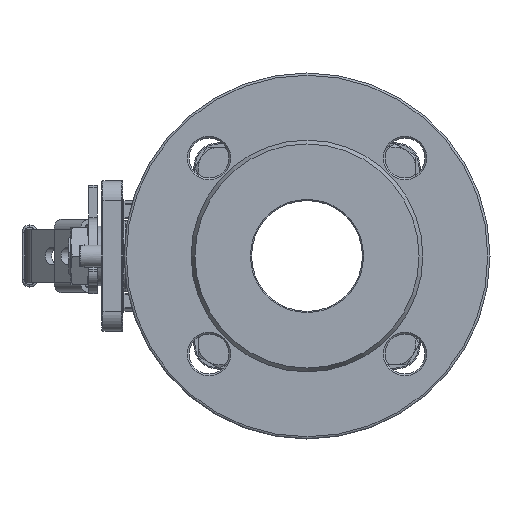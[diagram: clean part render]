
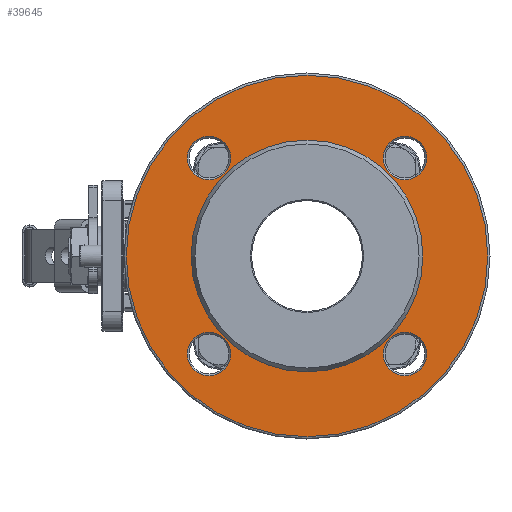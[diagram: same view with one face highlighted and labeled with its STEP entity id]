
A CAD part, left-side view. The second image highlights one B-rep face of the part: STEP entity #39645.
In plain terms, the highlighted planar face has unit normal (-1, 0, 0).
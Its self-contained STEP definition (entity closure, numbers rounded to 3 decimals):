
#60 = DIRECTION ( 'NONE',  ( -1., 0., 0. ) ) ;
#1496 = CIRCLE ( 'NONE', #1561, 9.8 ) ;
#1561 = AXIS2_PLACEMENT_3D ( 'NONE', #54933, #29344, #3730 ) ;
#2034 = CARTESIAN_POINT ( 'NONE',  ( -84., -53.994, -44.194 ) ) ;
#2563 = VERTEX_POINT ( 'NONE', #27831 ) ;
#3487 = EDGE_CURVE ( 'NONE', #17268, #17268, #9734, .T. ) ;
#3730 = DIRECTION ( 'NONE',  ( 0., -1., 0. ) ) ;
#4930 = AXIS2_PLACEMENT_3D ( 'NONE', #37654, #20617, #50553 ) ;
#5015 = CIRCLE ( 'NONE', #50671, 81.5 ) ;
#5427 = CARTESIAN_POINT ( 'NONE',  ( -84., 34.394, 44.194 ) ) ;
#8995 = EDGE_LOOP ( 'NONE', ( #37007 ) ) ;
#9734 = CIRCLE ( 'NONE', #28617, 9.8 ) ;
#10193 = ORIENTED_EDGE ( 'NONE', *, *, #3487, .T. ) ;
#12000 = EDGE_CURVE ( 'NONE', #15951, #15951, #1496, .T. ) ;
#12289 = DIRECTION ( 'NONE',  ( 0., -1., 0. ) ) ;
#12371 = DIRECTION ( 'NONE',  ( 1., 0., 0. ) ) ;
#12548 = CARTESIAN_POINT ( 'NONE',  ( -84., 44.194, 44.194 ) ) ;
#12784 = FACE_BOUND ( 'NONE', #50066, .T. ) ;
#13709 = CIRCLE ( 'NONE', #4930, 9.8 ) ;
#15460 = CARTESIAN_POINT ( 'NONE',  ( -84., 52.232, 0. ) ) ;
#15951 = VERTEX_POINT ( 'NONE', #22371 ) ;
#16492 = AXIS2_PLACEMENT_3D ( 'NONE', #27812, #19337, #49285 ) ;
#17034 = PLANE ( 'NONE',  #50401 ) ;
#17202 = DIRECTION ( 'NONE',  ( 0., -1., 0. ) ) ;
#17268 = VERTEX_POINT ( 'NONE', #5427 ) ;
#18772 = FACE_BOUND ( 'NONE', #41964, .T. ) ;
#19337 = DIRECTION ( 'NONE',  ( 1., 0., 0. ) ) ;
#19990 = AXIS2_PLACEMENT_3D ( 'NONE', #37879, #20308, #12289 ) ;
#20308 = DIRECTION ( 'NONE',  ( 1., 0., 0. ) ) ;
#20320 = DIRECTION ( 'NONE',  ( 0., -1., 0. ) ) ;
#20617 = DIRECTION ( 'NONE',  ( 1., 0., 0. ) ) ;
#20954 = DIRECTION ( 'NONE',  ( 0., -1., 0. ) ) ;
#22371 = CARTESIAN_POINT ( 'NONE',  ( -84., 34.394, -44.194 ) ) ;
#24136 = FACE_BOUND ( 'NONE', #8995, .T. ) ;
#27812 = CARTESIAN_POINT ( 'NONE',  ( -84., 0., 0. ) ) ;
#27831 = CARTESIAN_POINT ( 'NONE',  ( -84., -53.994, 44.194 ) ) ;
#28617 = AXIS2_PLACEMENT_3D ( 'NONE', #12548, #12371, #20954 ) ;
#29344 = DIRECTION ( 'NONE',  ( 1., 0., 0. ) ) ;
#31045 = EDGE_CURVE ( 'NONE', #32662, #32662, #5015, .T. ) ;
#32662 = VERTEX_POINT ( 'NONE', #53425 ) ;
#32906 = CIRCLE ( 'NONE', #16492, 52.232 ) ;
#33089 = EDGE_CURVE ( 'NONE', #33318, #33318, #32906, .T. ) ;
#33318 = VERTEX_POINT ( 'NONE', #15460 ) ;
#34783 = CIRCLE ( 'NONE', #19990, 9.8 ) ;
#36404 = EDGE_LOOP ( 'NONE', ( #37906 ) ) ;
#36871 = FACE_BOUND ( 'NONE', #44414, .T. ) ;
#37007 = ORIENTED_EDGE ( 'NONE', *, *, #12000, .T. ) ;
#37654 = CARTESIAN_POINT ( 'NONE',  ( -84., -44.194, -44.194 ) ) ;
#37879 = CARTESIAN_POINT ( 'NONE',  ( -84., -44.194, 44.194 ) ) ;
#37894 = CARTESIAN_POINT ( 'NONE',  ( -84., 0., 0. ) ) ;
#37906 = ORIENTED_EDGE ( 'NONE', *, *, #31045, .T. ) ;
#39645 = ADVANCED_FACE ( 'NONE', ( #36871, #24136, #18772, #12784, #45565, #45550 ), #17034, .T. ) ;
#40458 = ORIENTED_EDGE ( 'NONE', *, *, #47590, .T. ) ;
#41964 = EDGE_LOOP ( 'NONE', ( #40458 ) ) ;
#42172 = ORIENTED_EDGE ( 'NONE', *, *, #50345, .T. ) ;
#42219 = DIRECTION ( 'NONE',  ( -1., 0., 0. ) ) ;
#44414 = EDGE_LOOP ( 'NONE', ( #10193 ) ) ;
#45550 = FACE_BOUND ( 'NONE', #52249, .T. ) ;
#45565 = FACE_OUTER_BOUND ( 'NONE', #36404, .T. ) ;
#47590 = EDGE_CURVE ( 'NONE', #54683, #54683, #13709, .T. ) ;
#48979 = ORIENTED_EDGE ( 'NONE', *, *, #33089, .T. ) ;
#49285 = DIRECTION ( 'NONE',  ( 0., 1., 0. ) ) ;
#50066 = EDGE_LOOP ( 'NONE', ( #42172 ) ) ;
#50345 = EDGE_CURVE ( 'NONE', #2563, #2563, #34783, .T. ) ;
#50401 = AXIS2_PLACEMENT_3D ( 'NONE', #51270, #60, #17202 ) ;
#50553 = DIRECTION ( 'NONE',  ( 0., -1., 0. ) ) ;
#50671 = AXIS2_PLACEMENT_3D ( 'NONE', #37894, #42219, #20320 ) ;
#51270 = CARTESIAN_POINT ( 'NONE',  ( -84., 82.5, 0. ) ) ;
#52249 = EDGE_LOOP ( 'NONE', ( #48979 ) ) ;
#53425 = CARTESIAN_POINT ( 'NONE',  ( -84., -81.5, 0. ) ) ;
#54683 = VERTEX_POINT ( 'NONE', #2034 ) ;
#54933 = CARTESIAN_POINT ( 'NONE',  ( -84., 44.194, -44.194 ) ) ;
